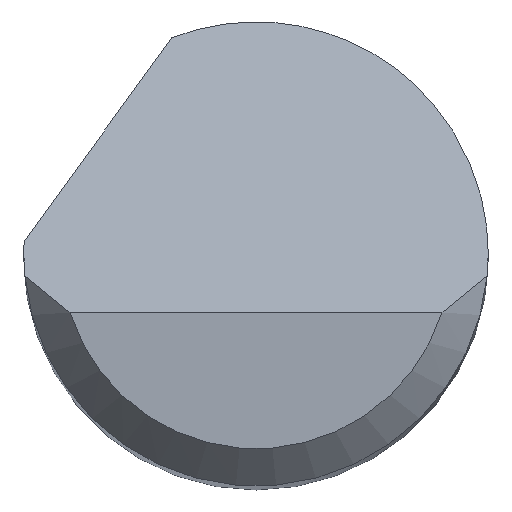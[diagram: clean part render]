
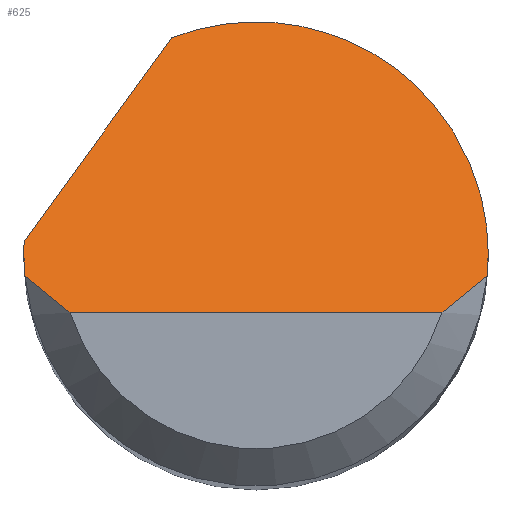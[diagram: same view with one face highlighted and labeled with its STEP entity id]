
A CAD part, top view. The second image highlights one B-rep face of the part: STEP entity #625.
In plain terms, the highlighted planar face has unit normal (0, 0.707, 0.707).
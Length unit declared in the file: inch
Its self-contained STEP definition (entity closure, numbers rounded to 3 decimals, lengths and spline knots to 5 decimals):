
#7 = CARTESIAN_POINT ( 'NONE',  ( -0.03394, 0.08739, 1.38886 ) ) ;
#18 = DIRECTION ( 'NONE',  ( 0., -0.707, -0.707 ) ) ;
#32 = VERTEX_POINT ( 'NONE', #70 ) ;
#34 = CARTESIAN_POINT ( 'NONE',  ( 0.09375, 0., 1.47625 ) ) ;
#64 = CARTESIAN_POINT ( 'NONE',  ( -0.03394, 0.08739, 1.38886 ) ) ;
#70 = CARTESIAN_POINT ( 'NONE',  ( -0.09362, 0.005, 1.47125 ) ) ;
#74 = EDGE_CURVE ( 'NONE', #340, #437, #204, .T. ) ;
#85 = CARTESIAN_POINT ( 'NONE',  ( 0., -0.02375, 1.5 ) ) ;
#102 = LINE ( 'NONE', #493, #588 ) ;
#108 = VERTEX_POINT ( 'NONE', #1007 ) ;
#117 = CARTESIAN_POINT ( 'NONE',  ( -0.09362, 0.005, 1.47125 ) ) ;
#123 = CARTESIAN_POINT ( 'NONE',  ( -0.09375, 0., 1.47625 ) ) ;
#129 = ORIENTED_EDGE ( 'NONE', *, *, #662, .F. ) ;
#130 = CARTESIAN_POINT ( 'NONE',  ( 0.09334, -0.00875, 1.485 ) ) ;
#141 = CARTESIAN_POINT ( 'NONE',  ( 0.09375, -0.00292, 1.47917 ) ) ;
#159 = EDGE_CURVE ( 'NONE', #108, #540, #1078, .T. ) ;
#180 = CARTESIAN_POINT ( 'NONE',  ( -0.08157, -0.019, 1.49525 ) ) ;
#181 = VERTEX_POINT ( 'NONE', #1106 ) ;
#187 = CARTESIAN_POINT ( 'NONE',  ( -0.07508, -0.02375, 1.5 ) ) ;
#199 = ORIENTED_EDGE ( 'NONE', *, *, #74, .F. ) ;
#204 =( BOUNDED_CURVE ( )  B_SPLINE_CURVE ( 3, ( #64, #527, #251, #345 ),
 .UNSPECIFIED., .F., .T. ) 
 B_SPLINE_CURVE_WITH_KNOTS ( ( 4, 4 ),
 ( 5.91277, 7.85398 ),
 .UNSPECIFIED. ) 
 CURVE ( )  GEOMETRIC_REPRESENTATION_ITEM ( )  RATIONAL_B_SPLINE_CURVE ( ( 1., 0.71, 0.71, 1. ) ) 
 REPRESENTATION_ITEM ( '' )  );
#215 = FACE_OUTER_BOUND ( 'NONE', #675, .T. ) ;
#227 = ORIENTED_EDGE ( 'NONE', *, *, #377, .T. ) ;
#228 = CARTESIAN_POINT ( 'NONE',  ( 0.08157, -0.019, 1.49525 ) ) ;
#251 = CARTESIAN_POINT ( 'NONE',  ( 0.09375, 0.07266, 1.40359 ) ) ;
#275 = EDGE_CURVE ( 'NONE', #540, #32, #745, .T. ) ;
#287 = CARTESIAN_POINT ( 'NONE',  ( -0.09334, -0.00875, 1.485 ) ) ;
#307 = ORIENTED_EDGE ( 'NONE', *, *, #934, .T. ) ;
#324 = B_SPLINE_CURVE_WITH_KNOTS ( 'NONE', 3,
 ( #1090, #635, #180, #187 ),
 .UNSPECIFIED., .F., .F.,
 ( 4, 4 ),
 ( 0., 0.00071 ),
 .UNSPECIFIED. ) ;
#327 = VERTEX_POINT ( 'NONE', #858 ) ;
#340 = VERTEX_POINT ( 'NONE', #7 ) ;
#342 = CARTESIAN_POINT ( 'NONE',  ( -0.09375, 0., 1.47625 ) ) ;
#345 = CARTESIAN_POINT ( 'NONE',  ( 0.09375, 0., 1.47625 ) ) ;
#354 = ORIENTED_EDGE ( 'NONE', *, *, #1203, .T. ) ;
#359 =( BOUNDED_CURVE ( )  B_SPLINE_CURVE ( 3, ( #34, #141, #521, #982 ),
 .UNSPECIFIED., .F., .F. ) 
 B_SPLINE_CURVE_WITH_KNOTS ( ( 4, 4 ),
 ( 1.5708, 1.66427 ),
 .UNSPECIFIED. ) 
 CURVE ( )  GEOMETRIC_REPRESENTATION_ITEM ( )  RATIONAL_B_SPLINE_CURVE ( ( 1., 0.999, 0.999, 1. ) ) 
 REPRESENTATION_ITEM ( '' )  );
#377 = EDGE_CURVE ( 'NONE', #479, #327, #909, .T. ) ;
#396 = EDGE_CURVE ( 'NONE', #437, #327, #359, .T. ) ;
#434 = AXIS2_PLACEMENT_3D ( 'NONE', #1200, #18, #971 ) ;
#437 = VERTEX_POINT ( 'NONE', #697 ) ;
#462 = CARTESIAN_POINT ( 'NONE',  ( -0.09375, 0., 1.47625 ) ) ;
#477 = LINE ( 'NONE', #85, #1050 ) ;
#479 = VERTEX_POINT ( 'NONE', #1167 ) ;
#493 = CARTESIAN_POINT ( 'NONE',  ( -0.11014, -0.01781, 1.49406 ) ) ;
#521 = CARTESIAN_POINT ( 'NONE',  ( 0.09361, -0.00584, 1.48209 ) ) ;
#527 = CARTESIAN_POINT ( 'NONE',  ( 0.03379, 0.11369, 1.36256 ) ) ;
#540 = VERTEX_POINT ( 'NONE', #342 ) ;
#588 = VECTOR ( 'NONE', #698, 39.37008 ) ;
#603 = CARTESIAN_POINT ( 'NONE',  ( 0.08761, -0.01397, 1.49022 ) ) ;
#625 = ADVANCED_FACE ( 'NONE', ( #215 ), #755, .F. ) ;
#635 = CARTESIAN_POINT ( 'NONE',  ( -0.08761, -0.01397, 1.49022 ) ) ;
#662 = EDGE_CURVE ( 'NONE', #32, #340, #102, .T. ) ;
#675 = EDGE_LOOP ( 'NONE', ( #307, #227, #763, #199, #129, #935, #1097, #354 ) ) ;
#682 = CARTESIAN_POINT ( 'NONE',  ( -0.09375, 0.00167, 1.47458 ) ) ;
#697 = CARTESIAN_POINT ( 'NONE',  ( 0.09375, 0., 1.47625 ) ) ;
#698 = DIRECTION ( 'NONE',  ( 0.456, 0.629, -0.629 ) ) ;
#745 =( BOUNDED_CURVE ( )  B_SPLINE_CURVE ( 3, ( #123, #682, #862, #117 ),
 .UNSPECIFIED., .F., .T. ) 
 B_SPLINE_CURVE_WITH_KNOTS ( ( 4, 4 ),
 ( 4.71239, 4.76575 ),
 .UNSPECIFIED. ) 
 CURVE ( )  GEOMETRIC_REPRESENTATION_ITEM ( )  RATIONAL_B_SPLINE_CURVE ( ( 1., 1., 1., 1. ) ) 
 REPRESENTATION_ITEM ( '' )  );
#755 = PLANE ( 'NONE',  #434 ) ;
#763 = ORIENTED_EDGE ( 'NONE', *, *, #396, .F. ) ;
#858 = CARTESIAN_POINT ( 'NONE',  ( 0.09334, -0.00875, 1.485 ) ) ;
#862 = CARTESIAN_POINT ( 'NONE',  ( -0.09371, 0.00333, 1.47292 ) ) ;
#909 = B_SPLINE_CURVE_WITH_KNOTS ( 'NONE', 3,
 ( #1066, #228, #603, #130 ),
 .UNSPECIFIED., .F., .F.,
 ( 4, 4 ),
 ( 0., 0.00071 ),
 .UNSPECIFIED. ) ;
#934 = EDGE_CURVE ( 'NONE', #181, #479, #477, .T. ) ;
#935 = ORIENTED_EDGE ( 'NONE', *, *, #275, .F. ) ;
#971 = DIRECTION ( 'NONE',  ( 0., 0.707, -0.707 ) ) ;
#982 = CARTESIAN_POINT ( 'NONE',  ( 0.09334, -0.00875, 1.485 ) ) ;
#1007 = CARTESIAN_POINT ( 'NONE',  ( -0.09334, -0.00875, 1.485 ) ) ;
#1018 = CARTESIAN_POINT ( 'NONE',  ( -0.09375, -0.00292, 1.47917 ) ) ;
#1050 = VECTOR ( 'NONE', #1209, 39.37008 ) ;
#1066 = CARTESIAN_POINT ( 'NONE',  ( 0.07508, -0.02375, 1.5 ) ) ;
#1078 =( BOUNDED_CURVE ( )  B_SPLINE_CURVE ( 3, ( #287, #1207, #1018, #462 ),
 .UNSPECIFIED., .F., .T. ) 
 B_SPLINE_CURVE_WITH_KNOTS ( ( 4, 4 ),
 ( 4.61892, 4.71239 ),
 .UNSPECIFIED. ) 
 CURVE ( )  GEOMETRIC_REPRESENTATION_ITEM ( )  RATIONAL_B_SPLINE_CURVE ( ( 1., 0.999, 0.999, 1. ) ) 
 REPRESENTATION_ITEM ( '' )  );
#1090 = CARTESIAN_POINT ( 'NONE',  ( -0.09334, -0.00875, 1.485 ) ) ;
#1097 = ORIENTED_EDGE ( 'NONE', *, *, #159, .F. ) ;
#1106 = CARTESIAN_POINT ( 'NONE',  ( -0.07508, -0.02375, 1.5 ) ) ;
#1167 = CARTESIAN_POINT ( 'NONE',  ( 0.07508, -0.02375, 1.5 ) ) ;
#1200 = CARTESIAN_POINT ( 'NONE',  ( -0.09375, -0.02375, 1.5 ) ) ;
#1203 = EDGE_CURVE ( 'NONE', #108, #181, #324, .T. ) ;
#1207 = CARTESIAN_POINT ( 'NONE',  ( -0.09361, -0.00584, 1.48209 ) ) ;
#1209 = DIRECTION ( 'NONE',  ( 1., 0., 0. ) ) ;
